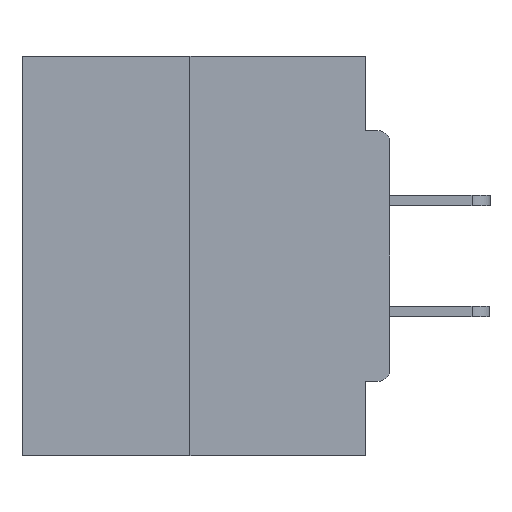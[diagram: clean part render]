
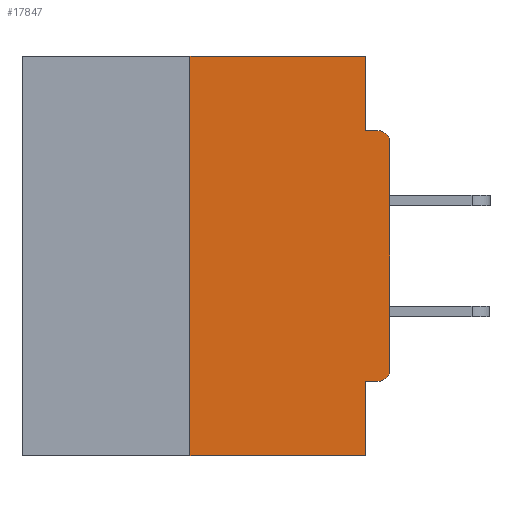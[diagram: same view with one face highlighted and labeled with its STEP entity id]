
A CAD part, left-side view. The second image highlights one B-rep face of the part: STEP entity #17847.
In plain terms, the highlighted planar face has unit normal (-1, 0, 0).
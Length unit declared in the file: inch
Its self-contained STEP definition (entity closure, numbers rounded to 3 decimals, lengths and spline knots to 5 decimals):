
#1059 = DIRECTION ( 'NONE',  ( 0., 0., -1. ) ) ;
#1690 = LINE ( 'NONE', #27994, #20376 ) ;
#1822 = CARTESIAN_POINT ( 'NONE',  ( 0., 0.25, -0.5 ) ) ;
#2298 = DIRECTION ( 'NONE',  ( 0., -1., 0. ) ) ;
#2451 = CARTESIAN_POINT ( 'NONE',  ( 0., 0., -0.1085 ) ) ;
#2971 = CARTESIAN_POINT ( 'NONE',  ( 0., 0.031, 0. ) ) ;
#3195 = DIRECTION ( 'NONE',  ( 0., 0., -1. ) ) ;
#3371 = VERTEX_POINT ( 'NONE', #22836 ) ;
#3501 = LINE ( 'NONE', #19740, #7930 ) ;
#3661 = ORIENTED_EDGE ( 'NONE', *, *, #25022, .F. ) ;
#3679 = CARTESIAN_POINT ( 'NONE',  ( 0., 0., -0.3915 ) ) ;
#4335 = EDGE_CURVE ( 'NONE', #22308, #35802, #13184, .T. ) ;
#4679 = LINE ( 'NONE', #25030, #30463 ) ;
#5843 = VERTEX_POINT ( 'NONE', #2451 ) ;
#6328 = CIRCLE ( 'NONE', #28602, 0.015 ) ;
#6344 = DIRECTION ( 'NONE',  ( 0., 1., 0. ) ) ;
#6361 = EDGE_CURVE ( 'NONE', #15222, #19685, #23218, .T. ) ;
#6661 = VECTOR ( 'NONE', #34388, 39.37008 ) ;
#6798 = DIRECTION ( 'NONE',  ( 0., 0., -1. ) ) ;
#7567 = ORIENTED_EDGE ( 'NONE', *, *, #6361, .F. ) ;
#7651 = VECTOR ( 'NONE', #6798, 39.37008 ) ;
#7861 = EDGE_CURVE ( 'NONE', #23971, #22886, #3501, .T. ) ;
#7930 = VECTOR ( 'NONE', #27936, 39.37008 ) ;
#8274 = CARTESIAN_POINT ( 'NONE',  ( 0., 0.015, -0.0935 ) ) ;
#8330 = ORIENTED_EDGE ( 'NONE', *, *, #13799, .T. ) ;
#8521 = CARTESIAN_POINT ( 'NONE',  ( 0., 0.031, -0.5 ) ) ;
#8895 = DIRECTION ( 'NONE',  ( -1., 0., 0. ) ) ;
#9273 = CIRCLE ( 'NONE', #31267, 0.015 ) ;
#9320 = CARTESIAN_POINT ( 'NONE',  ( 0., 0., -0.4065 ) ) ;
#9670 = EDGE_CURVE ( 'NONE', #22886, #15222, #4679, .T. ) ;
#10414 = ORIENTED_EDGE ( 'NONE', *, *, #28933, .T. ) ;
#11443 = CARTESIAN_POINT ( 'NONE',  ( 0., 0.25, 0. ) ) ;
#11652 = CARTESIAN_POINT ( 'NONE',  ( 0., 0.46, 0. ) ) ;
#11955 = FACE_OUTER_BOUND ( 'NONE', #17146, .T. ) ;
#12536 = CARTESIAN_POINT ( 'NONE',  ( 0., 0.031, -0.5 ) ) ;
#13184 = LINE ( 'NONE', #12536, #34906 ) ;
#13799 = EDGE_CURVE ( 'NONE', #31984, #5843, #16490, .T. ) ;
#15027 = ORIENTED_EDGE ( 'NONE', *, *, #9670, .F. ) ;
#15222 = VERTEX_POINT ( 'NONE', #2971 ) ;
#15754 = CARTESIAN_POINT ( 'NONE',  ( 0., 0.031, -0.4065 ) ) ;
#16490 = LINE ( 'NONE', #25855, #6661 ) ;
#17146 = EDGE_LOOP ( 'NONE', ( #15027, #29601, #10414, #26519, #3661, #27132, #8330, #31740, #36276, #7567 ) ) ;
#17332 = LINE ( 'NONE', #17625, #24420 ) ;
#17366 = LINE ( 'NONE', #9320, #28871 ) ;
#17625 = CARTESIAN_POINT ( 'NONE',  ( 0., 0.46, -0.5 ) ) ;
#17847 = ADVANCED_FACE ( 'NONE', ( #11955 ), #34189, .F. ) ;
#18054 = DIRECTION ( 'NONE',  ( -1., 0., 0. ) ) ;
#19685 = VERTEX_POINT ( 'NONE', #25573 ) ;
#19740 = CARTESIAN_POINT ( 'NONE',  ( 0., 0.25, 0. ) ) ;
#20376 = VECTOR ( 'NONE', #2298, 39.37008 ) ;
#22308 = VERTEX_POINT ( 'NONE', #15754 ) ;
#22836 = CARTESIAN_POINT ( 'NONE',  ( 0., 0.015, -0.4065 ) ) ;
#22886 = VERTEX_POINT ( 'NONE', #11443 ) ;
#23218 = LINE ( 'NONE', #29517, #7651 ) ;
#23971 = VERTEX_POINT ( 'NONE', #1822 ) ;
#24420 = VECTOR ( 'NONE', #26036, 39.37008 ) ;
#25022 = EDGE_CURVE ( 'NONE', #3371, #22308, #17366, .T. ) ;
#25030 = CARTESIAN_POINT ( 'NONE',  ( 0., 0.46, 0. ) ) ;
#25550 = VERTEX_POINT ( 'NONE', #8274 ) ;
#25573 = CARTESIAN_POINT ( 'NONE',  ( 0., 0.031, -0.0935 ) ) ;
#25855 = CARTESIAN_POINT ( 'NONE',  ( 0., 0., 0. ) ) ;
#26036 = DIRECTION ( 'NONE',  ( 0., -1., 0. ) ) ;
#26519 = ORIENTED_EDGE ( 'NONE', *, *, #4335, .F. ) ;
#26646 = AXIS2_PLACEMENT_3D ( 'NONE', #11652, #31503, #33717 ) ;
#27132 = ORIENTED_EDGE ( 'NONE', *, *, #27371, .T. ) ;
#27371 = EDGE_CURVE ( 'NONE', #3371, #31984, #6328, .T. ) ;
#27936 = DIRECTION ( 'NONE',  ( 0., 0., 1. ) ) ;
#27994 = CARTESIAN_POINT ( 'NONE',  ( 0., 0., -0.0935 ) ) ;
#28602 = AXIS2_PLACEMENT_3D ( 'NONE', #35002, #18054, #1059 ) ;
#28871 = VECTOR ( 'NONE', #6344, 39.37008 ) ;
#28933 = EDGE_CURVE ( 'NONE', #23971, #35802, #17332, .T. ) ;
#29349 = EDGE_CURVE ( 'NONE', #5843, #25550, #9273, .T. ) ;
#29517 = CARTESIAN_POINT ( 'NONE',  ( 0., 0.031, 0. ) ) ;
#29601 = ORIENTED_EDGE ( 'NONE', *, *, #7861, .F. ) ;
#30463 = VECTOR ( 'NONE', #33456, 39.37008 ) ;
#31267 = AXIS2_PLACEMENT_3D ( 'NONE', #34075, #8895, #3195 ) ;
#31503 = DIRECTION ( 'NONE',  ( 1., 0., 0. ) ) ;
#31740 = ORIENTED_EDGE ( 'NONE', *, *, #29349, .T. ) ;
#31984 = VERTEX_POINT ( 'NONE', #3679 ) ;
#33456 = DIRECTION ( 'NONE',  ( 0., -1., 0. ) ) ;
#33638 = EDGE_CURVE ( 'NONE', #19685, #25550, #1690, .T. ) ;
#33717 = DIRECTION ( 'NONE',  ( 0., 0., -1. ) ) ;
#34075 = CARTESIAN_POINT ( 'NONE',  ( 0., 0.015, -0.1085 ) ) ;
#34189 = PLANE ( 'NONE',  #26646 ) ;
#34388 = DIRECTION ( 'NONE',  ( 0., 0., 1. ) ) ;
#34906 = VECTOR ( 'NONE', #35306, 39.37008 ) ;
#35002 = CARTESIAN_POINT ( 'NONE',  ( 0., 0.015, -0.3915 ) ) ;
#35306 = DIRECTION ( 'NONE',  ( 0., 0., -1. ) ) ;
#35802 = VERTEX_POINT ( 'NONE', #8521 ) ;
#36276 = ORIENTED_EDGE ( 'NONE', *, *, #33638, .F. ) ;
